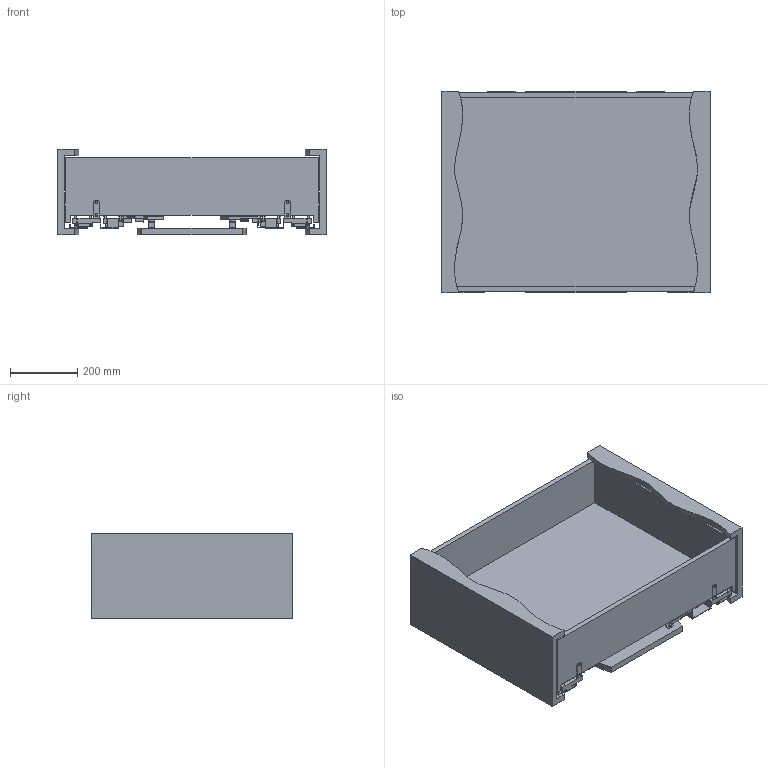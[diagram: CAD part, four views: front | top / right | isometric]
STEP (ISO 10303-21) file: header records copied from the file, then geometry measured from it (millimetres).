
FILE_DESCRIPTION(/* description */ (''),/* implementation_level */ '2;1');
FILE_NAME(/* name */ '3D_200-2481-04_B800xT600xH254.sat.ipt.stp',/* time_stamp */ '2022-04-21T11:18:30+02:00',/* author */ (''),/* organization */ (''),/* preprocessor_version */ 'ST-DEVELOPER v18.1',/* originating_system */ 'Autodesk Inventor 2021',/* authorisation */ '');
FILE_SCHEMA (('CONFIG_CONTROL_DESIGN'));
Length unit declared in the file: millimetre
Products named in the file (1): 3D_200-2481-04_B800xT600xH254.sat
Bounding box: 800 x 600 x 254 mm (x, y, z)
Volume: 28110523.4 mm3; surface area: 3729794.8 mm2
Topology: 2 solids, 2 shells, 496 faces, 1371 edges, 888 vertices
Faces by surface type: plane 384, cylinder 90, cone 16, bspline 6
Full cylindrical faces by diameter (mm): 4 x8, 6.5 x16, 7 x16, 18.95 x2, 19 x2
Entity records: 16250 total; most frequent: CARTESIAN_POINT 3098, ORIENTED_EDGE 2762, DIRECTION 2563, EDGE_CURVE 1381, LINE 1141, VECTOR 1141, VERTEX_POINT 894, AXIS2_PLACEMENT_3D 711
